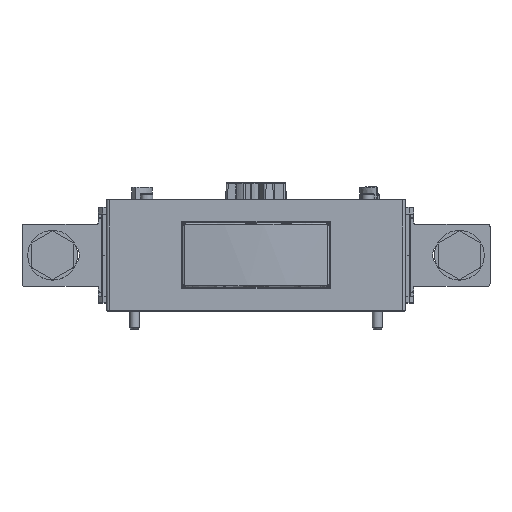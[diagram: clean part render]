
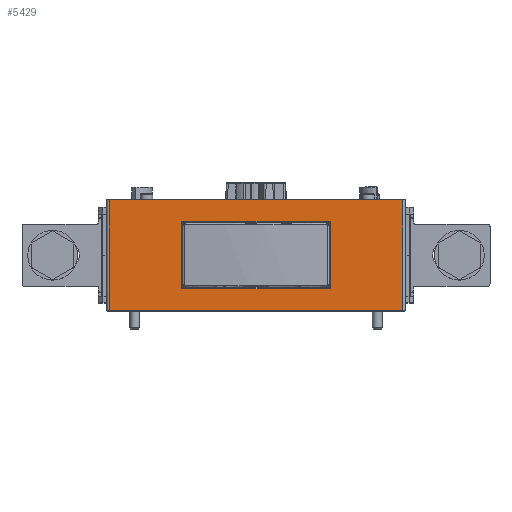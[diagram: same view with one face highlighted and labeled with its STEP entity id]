
A CAD part, top view. The second image highlights one B-rep face of the part: STEP entity #5429.
In plain terms, the highlighted planar face has unit normal (0, 0, 1).
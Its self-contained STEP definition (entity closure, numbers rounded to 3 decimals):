
#252=ELLIPSE('',#36338,0.7,0.7);
#255=ELLIPSE('',#36343,0.7,0.7);
#257=ELLIPSE('',#36349,0.7,0.7);
#259=ELLIPSE('',#36353,0.7,0.7);
#1785=FACE_BOUND('',#9914,.T.);
#1786=FACE_BOUND('',#9915,.T.);
#5429=ADVANCED_FACE('',(#1785,#1786),#6426,.T.);
#6426=PLANE('',#36843);
#9914=EDGE_LOOP('',(#18559,#18560,#18561,#18562));
#9915=EDGE_LOOP('',(#18563,#18564,#18565,#18566,#18567,#18568,#18569,#18570));
#18559=ORIENTED_EDGE('',*,*,#27730,.T.);
#18560=ORIENTED_EDGE('',*,*,#27731,.T.);
#18561=ORIENTED_EDGE('',*,*,#27732,.T.);
#18562=ORIENTED_EDGE('',*,*,#27733,.T.);
#18563=ORIENTED_EDGE('',*,*,#27734,.T.);
#18564=ORIENTED_EDGE('',*,*,#26915,.T.);
#18565=ORIENTED_EDGE('',*,*,#26916,.T.);
#18566=ORIENTED_EDGE('',*,*,#26904,.T.);
#18567=ORIENTED_EDGE('',*,*,#27735,.T.);
#18568=ORIENTED_EDGE('',*,*,#26898,.T.);
#18569=ORIENTED_EDGE('',*,*,#26908,.T.);
#18570=ORIENTED_EDGE('',*,*,#26911,.T.);
#22308=VERTEX_POINT('',#60296);
#22310=VERTEX_POINT('',#60300);
#22315=VERTEX_POINT('',#60324);
#22316=VERTEX_POINT('',#60326);
#22318=VERTEX_POINT('',#60343);
#22320=VERTEX_POINT('',#60349);
#22321=VERTEX_POINT('',#60364);
#22324=VERTEX_POINT('',#60369);
#22385=VERTEX_POINT('',#60510);
#22387=VERTEX_POINT('',#60526);
#22420=VERTEX_POINT('',#60608);
#22842=VERTEX_POINT('',#62068);
#26898=EDGE_CURVE('',#22308,#22310,#252,.T.);
#26904=EDGE_CURVE('',#22316,#22315,#255,.T.);
#26908=EDGE_CURVE('',#22310,#22318,#30220,.T.);
#26911=EDGE_CURVE('',#22318,#22320,#257,.T.);
#26915=EDGE_CURVE('',#22321,#22324,#259,.T.);
#26916=EDGE_CURVE('',#22324,#22316,#30221,.T.);
#27730=EDGE_CURVE('',#22420,#22842,#30827,.T.);
#27731=EDGE_CURVE('',#22842,#22385,#30828,.T.);
#27732=EDGE_CURVE('',#22385,#22387,#30829,.T.);
#27733=EDGE_CURVE('',#22387,#22420,#30830,.T.);
#27734=EDGE_CURVE('',#22320,#22321,#30831,.T.);
#27735=EDGE_CURVE('',#22315,#22308,#30832,.T.);
#30220=LINE('',#60344,#33008);
#30221=LINE('',#60383,#33009);
#30827=LINE('',#62067,#33615);
#30828=LINE('',#62069,#33616);
#30829=LINE('',#62070,#33617);
#30830=LINE('',#62071,#33618);
#30831=LINE('',#62072,#33619);
#30832=LINE('',#62073,#33620);
#33008=VECTOR('',#43978,1.);
#33009=VECTOR('',#43995,1.);
#33615=VECTOR('',#45579,1.);
#33616=VECTOR('',#45580,1.);
#33617=VECTOR('',#45581,1.);
#33618=VECTOR('',#45582,1.);
#33619=VECTOR('',#45583,1.);
#33620=VECTOR('',#45584,1.);
#36338=AXIS2_PLACEMENT_3D('',#60301,#43959,#43960);
#36343=AXIS2_PLACEMENT_3D('',#60325,#43971,#43972);
#36349=AXIS2_PLACEMENT_3D('',#60350,#43985,#43986);
#36353=AXIS2_PLACEMENT_3D('',#60370,#43993,#43994);
#36843=AXIS2_PLACEMENT_3D('',#62074,#45585,#45586);
#43959=DIRECTION('',(0.,0.,-1.));
#43960=DIRECTION('',(0.707,-0.707,0.));
#43971=DIRECTION('',(0.,0.,-1.));
#43972=DIRECTION('',(0.707,0.707,0.));
#43978=DIRECTION('',(-1.,0.,0.));
#43985=DIRECTION('',(0.,0.,-1.));
#43986=DIRECTION('',(-0.707,-0.707,0.));
#43993=DIRECTION('',(0.,0.,-1.));
#43994=DIRECTION('',(-0.707,0.707,0.));
#43995=DIRECTION('',(1.,0.,0.));
#45579=DIRECTION('',(0.,1.,0.));
#45580=DIRECTION('',(-1.,0.,0.));
#45581=DIRECTION('',(0.,-1.,0.));
#45582=DIRECTION('',(1.,0.,0.));
#45583=DIRECTION('',(0.,1.,0.));
#45584=DIRECTION('',(0.,-1.,0.));
#45585=DIRECTION('',(0.,0.,1.));
#45586=DIRECTION('',(1.,0.,0.));
#60296=CARTESIAN_POINT('',(30.128,-24.078,85.037));
#60300=CARTESIAN_POINT('',(29.428,-24.778,85.037));
#60301=CARTESIAN_POINT('',(29.428,-24.078,85.037));
#60324=CARTESIAN_POINT('',(30.128,1.578,85.037));
#60325=CARTESIAN_POINT('',(29.428,1.578,85.037));
#60326=CARTESIAN_POINT('',(29.428,2.278,85.037));
#60343=CARTESIAN_POINT('',(-29.428,-24.778,85.037));
#60344=CARTESIAN_POINT('',(0.,-24.778,85.037));
#60349=CARTESIAN_POINT('',(-30.128,-24.078,85.037));
#60350=CARTESIAN_POINT('',(-29.428,-24.078,85.037));
#60364=CARTESIAN_POINT('',(-30.128,1.578,85.037));
#60369=CARTESIAN_POINT('',(-29.428,2.278,85.037));
#60370=CARTESIAN_POINT('',(-29.428,1.578,85.037));
#60383=CARTESIAN_POINT('',(0.,2.278,85.037));
#60510=CARTESIAN_POINT('',(-59.,10.901,85.037));
#60526=CARTESIAN_POINT('',(-59.,-33.401,85.037));
#60608=CARTESIAN_POINT('',(59.,-33.401,85.037));
#62067=CARTESIAN_POINT('',(59.,-11.25,85.037));
#62068=CARTESIAN_POINT('',(59.,10.901,85.037));
#62069=CARTESIAN_POINT('',(0.,10.901,85.037));
#62070=CARTESIAN_POINT('',(-59.,-11.25,85.037));
#62071=CARTESIAN_POINT('',(0.,-33.401,85.037));
#62072=CARTESIAN_POINT('',(-30.128,-11.25,85.037));
#62073=CARTESIAN_POINT('',(30.128,-11.25,85.037));
#62074=CARTESIAN_POINT('',(0.,-11.25,85.037));
